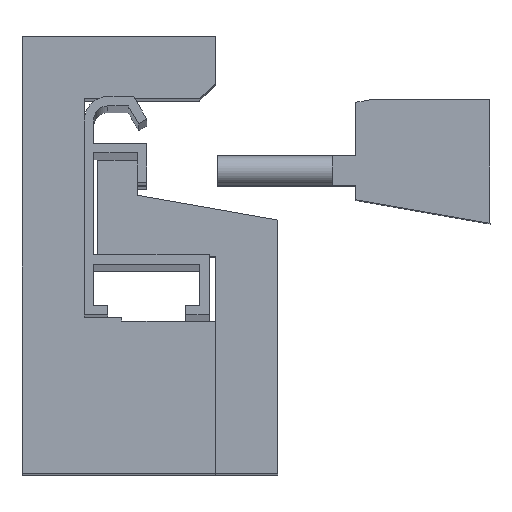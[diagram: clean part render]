
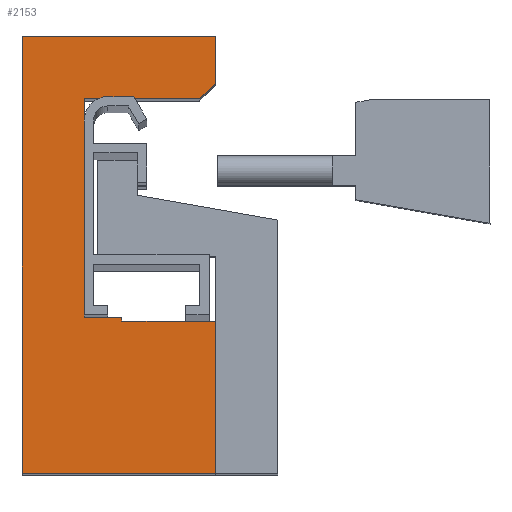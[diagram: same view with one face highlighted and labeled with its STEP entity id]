
A CAD part, top view. The second image highlights one B-rep face of the part: STEP entity #2153.
In plain terms, the highlighted planar face has unit normal (0, 0, 1).
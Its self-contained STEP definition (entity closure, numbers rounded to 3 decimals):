
#1744=CARTESIAN_POINT('',(15.6,-1.7,325.0));
#1745=VERTEX_POINT('',#1744);
#1746=CARTESIAN_POINT('',(3.6,-1.7,325.0));
#1747=VERTEX_POINT('',#1746);
#1748=CARTESIAN_POINT('',(15.6,-1.7,325.0));
#1749=DIRECTION('',(-1.0,0.0,0.0));
#1750=VECTOR('',#1749,12.0);
#1751=LINE('',#1748,#1750);
#1752=EDGE_CURVE('',#1745,#1747,#1751,.T.);
#1784=CARTESIAN_POINT('',(3.6,-1.2,325.0));
#1785=VERTEX_POINT('',#1784);
#1786=CARTESIAN_POINT('',(3.6,-1.7,325.0));
#1787=DIRECTION('',(0.0,1.0,0.0));
#1788=VECTOR('',#1787,0.5);
#1789=LINE('',#1786,#1788);
#1790=EDGE_CURVE('',#1747,#1785,#1789,.T.);
#1896=CARTESIAN_POINT('',(15.6,-21.2,325.0));
#1897=VERTEX_POINT('',#1896);
#1898=CARTESIAN_POINT('',(15.6,-21.2,325.0));
#1899=DIRECTION('',(0.0,1.0,0.0));
#1900=VECTOR('',#1899,19.5);
#1901=LINE('',#1898,#1900);
#1902=EDGE_CURVE('',#1897,#1745,#1901,.T.);
#2047=CARTESIAN_POINT('',(13.6,26.8,325.0));
#2048=VERTEX_POINT('',#2047);
#2055=CARTESIAN_POINT('',(-1.2,26.8,325.0));
#2056=VERTEX_POINT('',#2055);
#2057=CARTESIAN_POINT('',(-1.2,26.8,325.0));
#2058=DIRECTION('',(1.0,0.0,0.0));
#2059=VECTOR('',#2058,14.8);
#2060=LINE('',#2057,#2059);
#2061=EDGE_CURVE('',#2056,#2048,#2060,.T.);
#2079=CARTESIAN_POINT('',(15.6,28.8,325.0));
#2080=VERTEX_POINT('',#2079);
#2087=CARTESIAN_POINT('',(15.6,28.8,325.0));
#2088=DIRECTION('',(-0.707,-0.707,0.0));
#2089=VECTOR('',#2088,2.828);
#2090=LINE('',#2087,#2089);
#2091=EDGE_CURVE('',#2080,#2048,#2090,.T.);
#2097=CARTESIAN_POINT('',(-0.104,4.975,325.0));
#2098=DIRECTION('',(0.0,0.0,1.0));
#2099=DIRECTION('',(1.0,0.0,0.0));
#2100=AXIS2_PLACEMENT_3D('',#2097,#2098,#2099);
#2101=PLANE('',#2100);
#2102=ORIENTED_EDGE('',*,*,#1790,.T.);
#2103=CARTESIAN_POINT('',(-1.2,-1.2,325.0));
#2104=VERTEX_POINT('',#2103);
#2105=CARTESIAN_POINT('',(3.6,-1.2,325.0));
#2106=DIRECTION('',(-1.0,0.0,0.0));
#2107=VECTOR('',#2106,4.8);
#2108=LINE('',#2105,#2107);
#2109=EDGE_CURVE('',#1785,#2104,#2108,.T.);
#2110=ORIENTED_EDGE('',*,*,#2109,.T.);
#2111=CARTESIAN_POINT('',(-1.2,-1.2,325.0));
#2112=DIRECTION('',(0.0,1.0,0.0));
#2113=VECTOR('',#2112,28.);
#2114=LINE('',#2111,#2113);
#2115=EDGE_CURVE('',#2104,#2056,#2114,.T.);
#2116=ORIENTED_EDGE('',*,*,#2115,.T.);
#2117=ORIENTED_EDGE('',*,*,#2061,.T.);
#2118=ORIENTED_EDGE('',*,*,#2091,.F.);
#2119=CARTESIAN_POINT('',(15.6,34.8,325.0));
#2120=VERTEX_POINT('',#2119);
#2121=CARTESIAN_POINT('',(15.6,34.8,325.0));
#2122=DIRECTION('',(0.0,-1.0,0.0));
#2123=VECTOR('',#2122,6.);
#2124=LINE('',#2121,#2123);
#2125=EDGE_CURVE('',#2080,#2120,#2124,.F.);
#2126=ORIENTED_EDGE('',*,*,#2125,.T.);
#2127=CARTESIAN_POINT('',(-9.2,34.8,325.0));
#2128=VERTEX_POINT('',#2127);
#2129=CARTESIAN_POINT('',(15.6,34.8,325.0));
#2130=DIRECTION('',(-1.0,0.0,0.0));
#2131=VECTOR('',#2130,24.8);
#2132=LINE('',#2129,#2131);
#2133=EDGE_CURVE('',#2120,#2128,#2132,.T.);
#2134=ORIENTED_EDGE('',*,*,#2133,.T.);
#2135=CARTESIAN_POINT('',(-9.2,-21.2,325.0));
#2136=VERTEX_POINT('',#2135);
#2137=CARTESIAN_POINT('',(-9.2,34.8,325.0));
#2138=DIRECTION('',(0.0,-1.0,0.0));
#2139=VECTOR('',#2138,56.);
#2140=LINE('',#2137,#2139);
#2141=EDGE_CURVE('',#2128,#2136,#2140,.T.);
#2142=ORIENTED_EDGE('',*,*,#2141,.T.);
#2143=CARTESIAN_POINT('',(-9.2,-21.2,325.0));
#2144=DIRECTION('',(1.0,0.0,0.0));
#2145=VECTOR('',#2144,24.8);
#2146=LINE('',#2143,#2145);
#2147=EDGE_CURVE('',#2136,#1897,#2146,.T.);
#2148=ORIENTED_EDGE('',*,*,#2147,.T.);
#2149=ORIENTED_EDGE('',*,*,#1902,.T.);
#2150=ORIENTED_EDGE('',*,*,#1752,.T.);
#2151=EDGE_LOOP('',(#2102,#2110,#2116,#2117,#2118,#2126,#2134,#2142,#2148,#2149,#2150));
#2152=FACE_OUTER_BOUND('',#2151,.T.);
#2153=ADVANCED_FACE('',(#2152),#2101,.T.);
